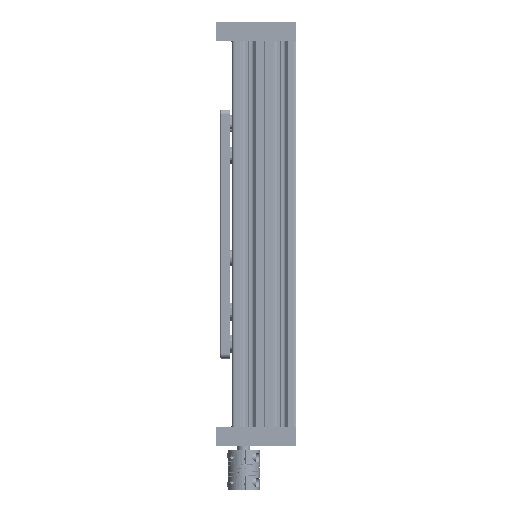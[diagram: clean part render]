
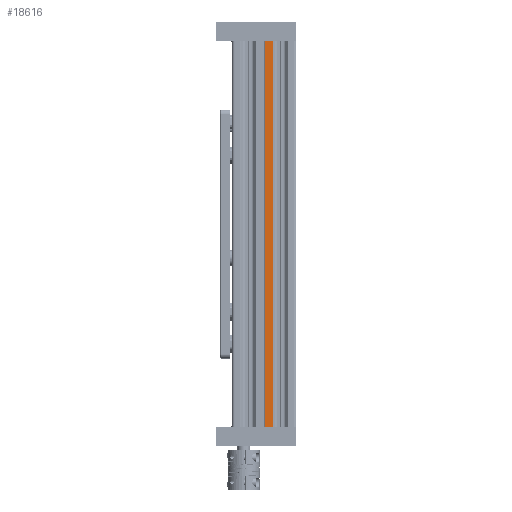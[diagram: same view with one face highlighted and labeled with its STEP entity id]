
A CAD part, left-side view. The second image highlights one B-rep face of the part: STEP entity #18616.
In plain terms, the highlighted planar face has unit normal (-1, 0, 0).
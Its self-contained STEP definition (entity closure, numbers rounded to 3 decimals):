
#711 = LINE ( 'NONE', #32641, #13997 ) ;
#1518 = PLANE ( 'NONE',  #29796 ) ;
#2393 = DIRECTION ( 'NONE',  ( -1., 0., 0. ) ) ;
#4445 = VECTOR ( 'NONE', #41332, 1000. ) ;
#7625 = VERTEX_POINT ( 'NONE', #39495 ) ;
#8856 = EDGE_CURVE ( 'NONE', #29666, #7625, #711, .T. ) ;
#9236 = VERTEX_POINT ( 'NONE', #34716 ) ;
#13289 = ORIENTED_EDGE ( 'NONE', *, *, #23472, .F. ) ;
#13901 = CARTESIAN_POINT ( 'NONE',  ( -10., 4.726, -240. ) ) ;
#13997 = VECTOR ( 'NONE', #58329, 1000. ) ;
#14180 = LINE ( 'NONE', #13901, #4445 ) ;
#18616 = ADVANCED_FACE ( 'NONE', ( #23103 ), #1518, .T. ) ;
#20359 = VERTEX_POINT ( 'NONE', #24821 ) ;
#22862 = EDGE_CURVE ( 'NONE', #9236, #7625, #14180, .T. ) ;
#23103 = FACE_OUTER_BOUND ( 'NONE', #29016, .T. ) ;
#23472 = EDGE_CURVE ( 'NONE', #29666, #20359, #43516, .T. ) ;
#24821 = CARTESIAN_POINT ( 'NONE',  ( -10., 4.83, 0. ) ) ;
#26224 = LINE ( 'NONE', #39785, #48846 ) ;
#29016 = EDGE_LOOP ( 'NONE', ( #13289, #43024, #40893, #43854 ) ) ;
#29666 = VERTEX_POINT ( 'NONE', #51313 ) ;
#29796 = AXIS2_PLACEMENT_3D ( 'NONE', #38127, #2393, #56708 ) ;
#30252 = DIRECTION ( 'NONE',  ( 0., -1., 0. ) ) ;
#32641 = CARTESIAN_POINT ( 'NONE',  ( -10., 9.624, -254.142 ) ) ;
#34716 = CARTESIAN_POINT ( 'NONE',  ( -10., 4.83, -240. ) ) ;
#37496 = VECTOR ( 'NONE', #30252, 1000. ) ;
#38127 = CARTESIAN_POINT ( 'NONE',  ( -10., 4.726, -254.142 ) ) ;
#38602 = DIRECTION ( 'NONE',  ( 0., 0., 1. ) ) ;
#39495 = CARTESIAN_POINT ( 'NONE',  ( -10., 9.624, -240. ) ) ;
#39785 = CARTESIAN_POINT ( 'NONE',  ( -10., 4.83, -254.142 ) ) ;
#40893 = ORIENTED_EDGE ( 'NONE', *, *, #22862, .F. ) ;
#41332 = DIRECTION ( 'NONE',  ( 0., 1., 0. ) ) ;
#43024 = ORIENTED_EDGE ( 'NONE', *, *, #8856, .T. ) ;
#43516 = LINE ( 'NONE', #52383, #37496 ) ;
#43854 = ORIENTED_EDGE ( 'NONE', *, *, #52968, .T. ) ;
#48846 = VECTOR ( 'NONE', #38602, 1000. ) ;
#51313 = CARTESIAN_POINT ( 'NONE',  ( -10., 9.624, 0. ) ) ;
#52383 = CARTESIAN_POINT ( 'NONE',  ( -10., 4.726, 0. ) ) ;
#52968 = EDGE_CURVE ( 'NONE', #9236, #20359, #26224, .T. ) ;
#56708 = DIRECTION ( 'NONE',  ( 0., 0., 1. ) ) ;
#58329 = DIRECTION ( 'NONE',  ( 0., 0., -1. ) ) ;
